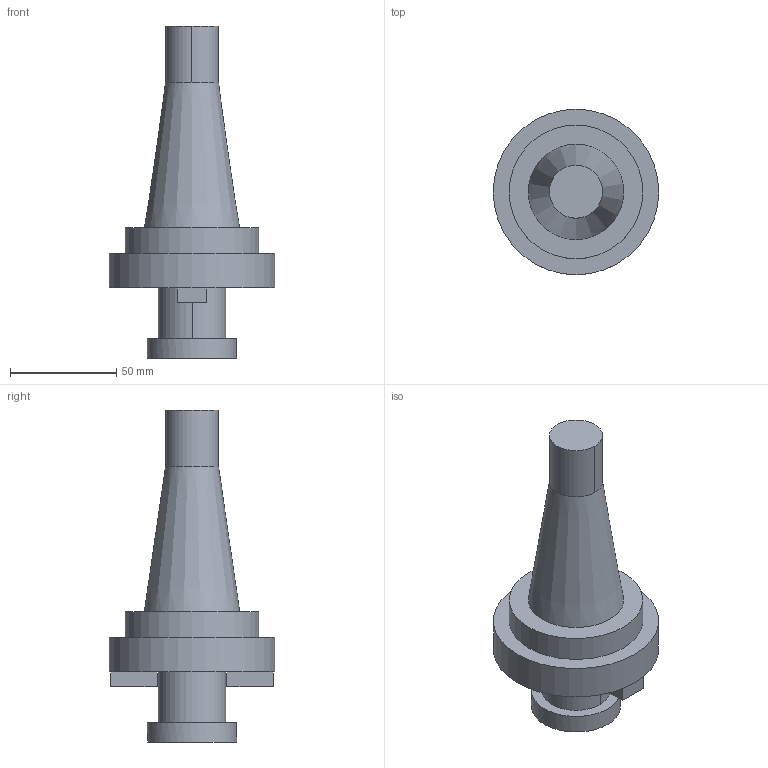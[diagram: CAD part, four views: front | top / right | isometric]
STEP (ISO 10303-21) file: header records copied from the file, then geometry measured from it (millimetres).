
FILE_DESCRIPTION(/* description */ (''),/* implementation_level */ '2;1');
FILE_NAME(/* name */ '2080.40-FMH1.32.030.stp',/* time_stamp */ '2024-06-20T14:57:13+02:00',/* author */ (''),/* organization */ (''),/* preprocessor_version */ 'ST-DEVELOPER v16.7',/* originating_system */ 'SIEMENS PLM Software NX 12.0',/* authorisation */ '');
FILE_SCHEMA (('AUTOMOTIVE_DESIGN { 1 0 10303 214 3 1 1 1 }'));
Length unit declared in the file: millimetre
Products named in the file (1): pf66281C5546dlxz
Bounding box: 78 x 78 x 156.4 mm (x, y, z)
Volume: 232246.4 mm3; surface area: 30299.1 mm2
Topology: 1 solids, 1 shells, 24 faces, 52 edges, 36 vertices
Faces by surface type: plane 16, cylinder 7, cone 1
Full cylindrical faces by diameter (mm): 42 x1, 63 x1, 78 x1
Entity records: 717 total; most frequent: DIRECTION 122, CARTESIAN_POINT 114, ORIENTED_EDGE 98, EDGE_CURVE 49, AXIS2_PLACEMENT_3D 45, VERTEX_POINT 37, EDGE_LOOP 34, LINE 32
